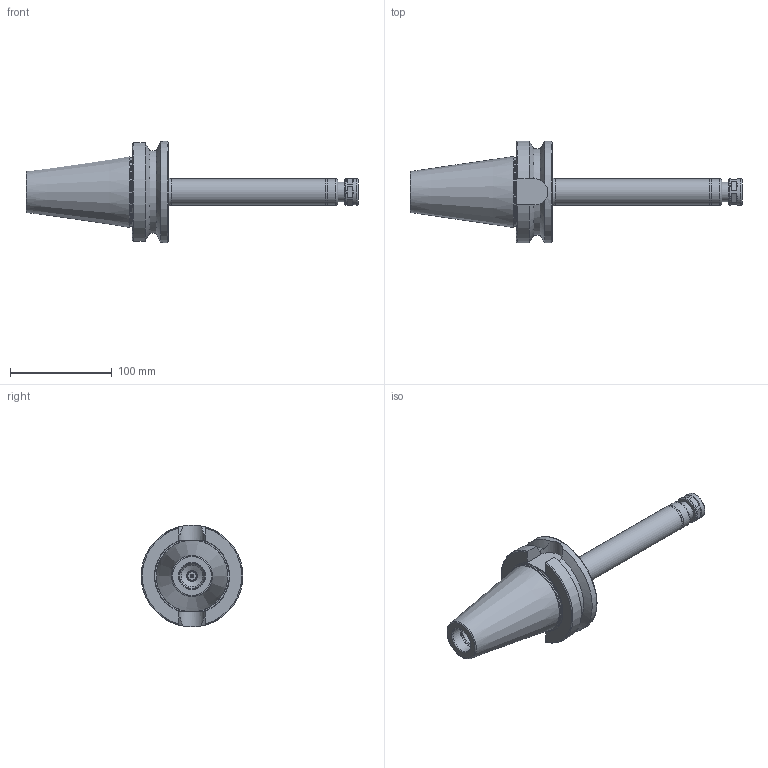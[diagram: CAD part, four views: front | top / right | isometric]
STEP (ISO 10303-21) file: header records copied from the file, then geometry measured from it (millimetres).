
FILE_DESCRIPTION((''),'2;1');
FILE_NAME('254010509225-3D.stp','2020-04-14T15:34:05',('nttooll'),(''),'Autodesk Inventor 2012','Autodesk Inventor 2012','');
FILE_SCHEMA(('AUTOMOTIVE_DESIGN { 1 0 10303 214 1 1 1 1 }'));
Length unit declared in the file: millimetre
Products named in the file (1): 254010509225-3D
Bounding box: 326.8 x 100 x 100 mm (x, y, z)
Volume: 526141.3 mm3; surface area: 75945.7 mm2
Topology: 1 solids, 1 shells, 113 faces, 230 edges, 143 vertices
Faces by surface type: plane 47, cylinder 33, cone 22, torus 11
Full cylindrical faces by diameter (mm): 1.7 x1, 3 x1, 3.5 x1, 7 x1, 7.787 x1, 8.8 x1, 9.3 x1, 10 x2, 10.5 x2, 13 x1, 13.5 x1, 15.5 x1, 19 x2, 21 x1, 21.3 x1, 24 x1, 25 x1, 25.4 x1, 25.6 x1, 26 x2, 26.3 x1, 68.9 x1, 100 x1
Entity records: 2754 total; most frequent: CARTESIAN_POINT 538, DIRECTION 482, ORIENTED_EDGE 348, AXIS2_PLACEMENT_3D 216, EDGE_LOOP 192, EDGE_CURVE 174, VERTEX_POINT 140, FACE_OUTER_BOUND 113
